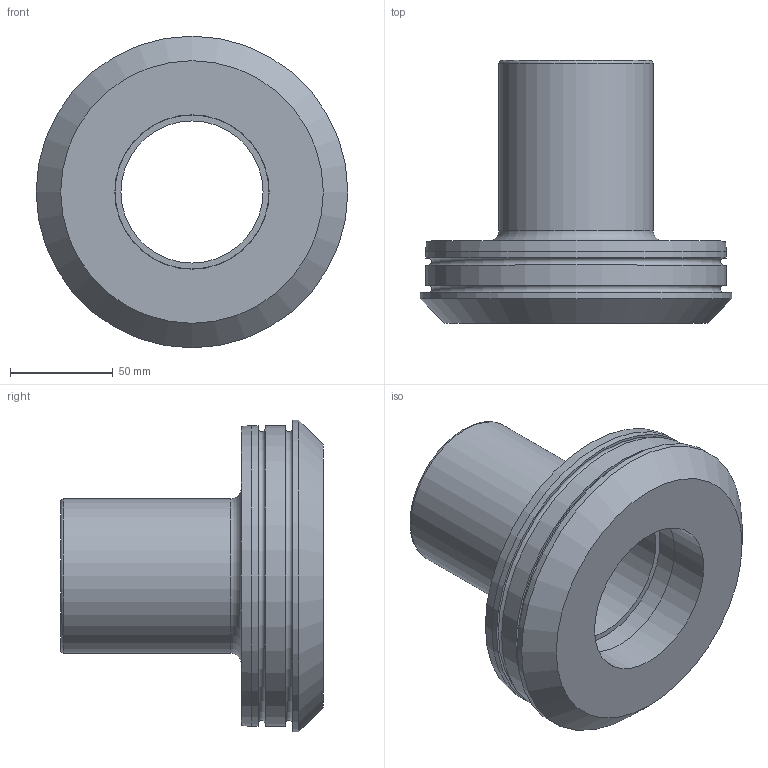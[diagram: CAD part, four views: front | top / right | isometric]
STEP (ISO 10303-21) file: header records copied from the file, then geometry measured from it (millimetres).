
FILE_DESCRIPTION(/* description */ (''),/* implementation_level */ '2;1');
FILE_NAME(/* name */ 'MK2_outlet-100mm.stp',/* time_stamp */ '2024-07-10T21:00:39+02:00',/* author */ ('admin'),/* organization */ (''),/* preprocessor_version */ 'ST-DEVELOPER v18.1',/* originating_system */ 'Autodesk Inventor 2021',/* authorisation */ '');
FILE_SCHEMA (('AUTOMOTIVE_DESIGN { 1 0 10303 214 3 1 1 }'));
Length unit declared in the file: millimetre
Products named in the file (1): MK2_outlet-100mm
Bounding box: 151.42 x 127.72 x 151.42 mm (x, y, z)
Volume: 539774.3 mm3; surface area: 95482.9 mm2
Topology: 1 solids, 1 shells, 20 faces, 33 edges, 20 vertices
Faces by surface type: plane 7, cylinder 6, torus 4, cone 3
Full cylindrical faces by diameter (mm): 69 x1, 75 x2, 146.2 x2, 151.422 x1
Entity records: 518 total; most frequent: DIRECTION 99, CARTESIAN_POINT 74, ORIENTED_EDGE 66, AXIS2_PLACEMENT_3D 45, EDGE_CURVE 33, EDGE_LOOP 27, CIRCLE 24, FACE_OUTER_BOUND 20
